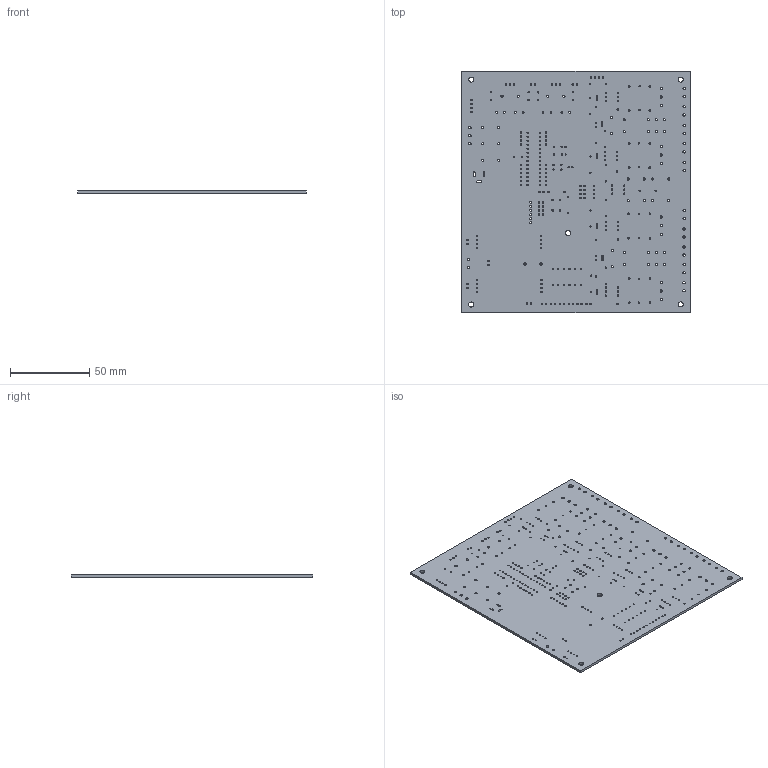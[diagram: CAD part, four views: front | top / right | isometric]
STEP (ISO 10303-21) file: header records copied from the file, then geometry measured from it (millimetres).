
FILE_DESCRIPTION(('KiCad electronic assembly'),'2;1');
FILE_NAME('NDT.step','2021-03-31T11:37:27',('An Author'),('A Company'), 'Open CASCADE STEP processor 6.9','KiCad to STEP converter','Unknown' );
FILE_SCHEMA(('AUTOMOTIVE_DESIGN { 1 0 10303 214 1 1 1 1 }'));
Length unit declared in the file: millimetre
Products named in the file (2): Open CASCADE STEP translator 6.9 1; COMPOUND
Assembly tree (1 placements, depth 2):
  Open CASCADE STEP translator 6.9 1
    COMPOUND
Bounding box: 144.27 x 152.4 x 1.6 mm (x, y, z)
Volume: 34614.5 mm3; surface area: 46155.3 mm2
Topology: 1 solids, 1 shells, 384 faces, 1146 edges, 764 vertices
Faces by surface type: cylinder 372, plane 12
Full cylindrical faces by diameter (mm): 0.75 x18, 0.762 x16, 0.8 x132, 0.9 x12, 1 x80, 1.1 x10, 1.2 x16, 1.3 x16, 1.4 x24, 1.5 x12, 1.52 x25, 3.2 x5
Entity records: 32027 total; most frequent: CARTESIAN_POINT 9052, DIRECTION 4210, ORIENTED_EDGE 2292, PCURVE 2292, DEFINITIONAL_REPRESENTATION 2292, LINE 1950, VECTOR 1950, EDGE_CURVE 1146
